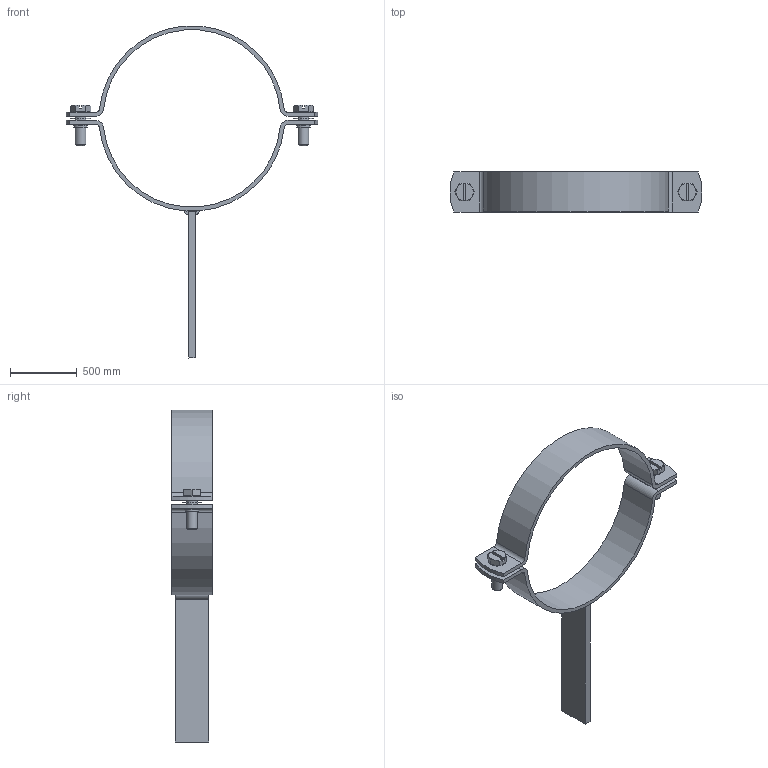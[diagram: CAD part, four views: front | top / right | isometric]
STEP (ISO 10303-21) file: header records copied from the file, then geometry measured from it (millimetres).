
FILE_DESCRIPTION(/* description */ (''),/* implementation_level */ '2;1');
FILE_NAME(/* name */ '00970.125X_3D.stp',/* time_stamp */ '2024-12-11T13:01:53+01:00',/* author */ ('CAD'),/* organization */ (''),/* preprocessor_version */ 'ST-DEVELOPER v20',/* originating_system */ 'AutoCAD Mechanical',/* authorisation */ '');
FILE_SCHEMA (('AUTOMOTIVE_DESIGN { 1 0 10303 214 3 1 1 }'));
Length unit declared in the file: centimetre
Products named in the file (1): Product
Bounding box: 1887.22 x 300 x 2487.41 mm (x, y, z)
Volume: 63684050.5 mm3; surface area: 4469754.7 mm2
Topology: 9 solids, 9 shells, 124 faces, 282 edges, 180 vertices
Faces by surface type: plane 70, cylinder 34, cone 14, torus 6
Full cylindrical faces by diameter (mm): 70 x4, 80 x2, 90 x2, 102.7 x2, 130 x2, 145 x2
Entity records: 3611 total; most frequent: CARTESIAN_POINT 739, DIRECTION 610, ORIENTED_EDGE 564, EDGE_CURVE 282, AXIS2_PLACEMENT_3D 235, VERTEX_POINT 180, EDGE_LOOP 140, LINE 140
